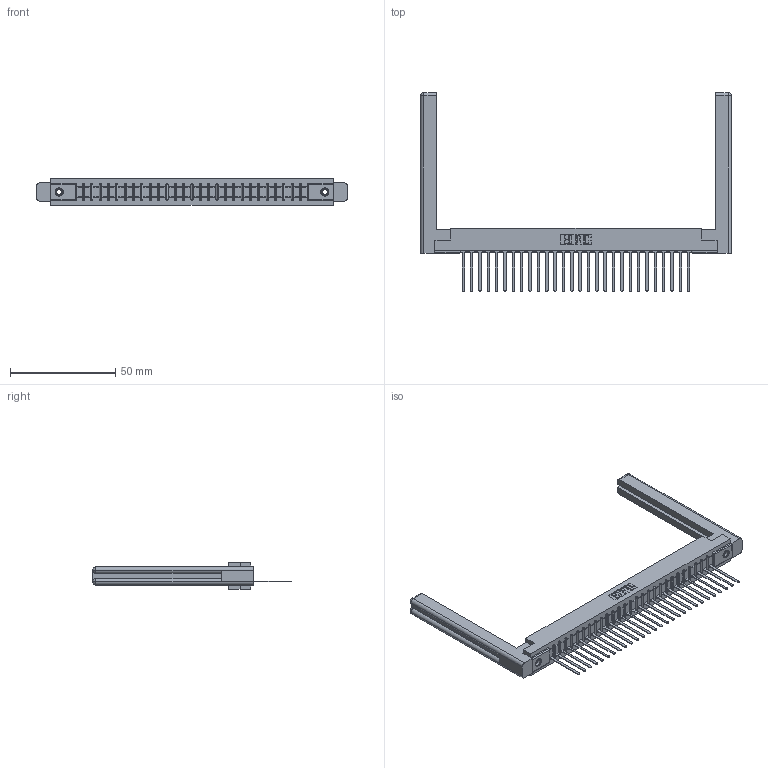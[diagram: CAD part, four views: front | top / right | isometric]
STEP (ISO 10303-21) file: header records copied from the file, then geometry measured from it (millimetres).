
FILE_DESCRIPTION (( 'STEP AP203' ), '1' );
FILE_NAME ('307-028-545-158.STEP', '2019-09-03T23:00:33', ( '' ), ( '' ), 'SwSTEP 2.0', 'SolidWorks 2016', '' );
FILE_SCHEMA (( 'CONFIG_CONTROL_DESIGN' ));
Length unit declared in the file: inch
Products named in the file (5): 345-250-001_345-250-001-102; 307 Part_.156 Dia Mounting Holes; 307-028-545-158; 307-290-001_545; 307-220-058
Assembly tree (33 placements, depth 2):
  307-028-545-158
    307 Part_.156 Dia Mounting Holes
    307-290-001_545  x28
    307-220-058  x2
    345-250-001_345-250-001-102  x2
Bounding box: 147.57 x 94.31 x 12.7 mm (x, y, z)
Volume: 22518 mm3; surface area: 22002.1 mm2
Topology: 33 solids, 33 shells, 1857 faces, 5213 edges, 3346 vertices
Faces by surface type: plane 1190, cylinder 585, sphere 58, torus 12, cone 12
Entity records: 28331 total; most frequent: CARTESIAN_POINT 4775, ORIENTED_EDGE 4700, DIRECTION 4612, EDGE_CURVE 2350, LINE 1794, VECTOR 1794, VERTEX_POINT 1518, AXIS2_PLACEMENT_3D 1409
